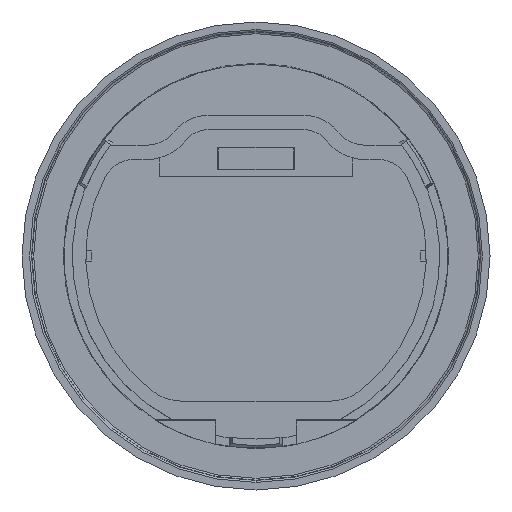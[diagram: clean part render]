
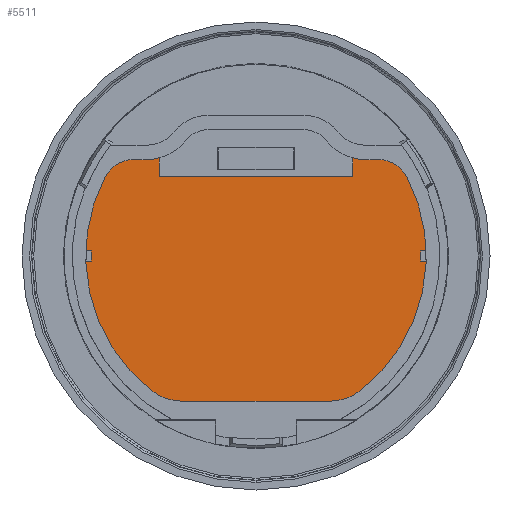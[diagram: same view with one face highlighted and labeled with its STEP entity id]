
A CAD part, front view. The second image highlights one B-rep face of the part: STEP entity #5511.
In plain terms, the highlighted planar face has unit normal (0, -1, 0).
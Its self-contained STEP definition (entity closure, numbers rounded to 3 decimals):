
#25 = CARTESIAN_POINT ( 'NONE',  ( 29., -3., 23.75 ) ) ;
#33 = CIRCLE ( 'NONE', #5604, 52.898 ) ;
#61 = EDGE_CURVE ( 'NONE', #4753, #7417, #5445, .T. ) ;
#201 = ORIENTED_EDGE ( 'NONE', *, *, #7052, .T. ) ;
#206 = EDGE_CURVE ( 'NONE', #3665, #1837, #5736, .T. ) ;
#355 = EDGE_CURVE ( 'NONE', #5562, #7545, #6429, .T. ) ;
#374 = VERTEX_POINT ( 'NONE', #860 ) ;
#628 = CIRCLE ( 'NONE', #4261, 30. ) ;
#840 = EDGE_CURVE ( 'NONE', #1837, #5562, #33, .T. ) ;
#860 = CARTESIAN_POINT ( 'NONE',  ( -17.964, -3., -44.2 ) ) ;
#1204 = CARTESIAN_POINT ( 'NONE',  ( 17.964, -3., -14.2 ) ) ;
#1245 = DIRECTION ( 'NONE',  ( 0., -1., 0. ) ) ;
#1271 = AXIS2_PLACEMENT_3D ( 'NONE', #1651, #7199, #7354 ) ;
#1323 = CARTESIAN_POINT ( 'NONE',  ( 0., -3., 0. ) ) ;
#1352 = LINE ( 'NONE', #1879, #4135 ) ;
#1418 = EDGE_CURVE ( 'NONE', #5502, #5890, #7013, .T. ) ;
#1508 = DIRECTION ( 'NONE',  ( -1., 0., 0. ) ) ;
#1528 = ORIENTED_EDGE ( 'NONE', *, *, #840, .T. ) ;
#1651 = CARTESIAN_POINT ( 'NONE',  ( 0., -3., 0. ) ) ;
#1837 = VERTEX_POINT ( 'NONE', #4395 ) ;
#1879 = CARTESIAN_POINT ( 'NONE',  ( 29., -3., 23.75 ) ) ;
#2140 = DIRECTION ( 'NONE',  ( 0., -1., 0. ) ) ;
#2216 = VECTOR ( 'NONE', #1508, 1000. ) ;
#2342 = CARTESIAN_POINT ( 'NONE',  ( -29., -3., 30. ) ) ;
#2353 = FACE_OUTER_BOUND ( 'NONE', #2849, .T. ) ;
#2404 = LINE ( 'NONE', #3543, #7017 ) ;
#2590 = CARTESIAN_POINT ( 'NONE',  ( -29., -3., 23.75 ) ) ;
#2849 = EDGE_LOOP ( 'NONE', ( #5538, #2913, #201, #4277, #1528, #6775, #4610, #4821, #6916, #7210 ) ) ;
#2913 = ORIENTED_EDGE ( 'NONE', *, *, #6088, .T. ) ;
#3100 = VECTOR ( 'NONE', #5157, 1000. ) ;
#3108 = CARTESIAN_POINT ( 'NONE',  ( 29., -3., 30. ) ) ;
#3363 = VERTEX_POINT ( 'NONE', #25 ) ;
#3401 = VECTOR ( 'NONE', #5134, 1000. ) ;
#3453 = CARTESIAN_POINT ( 'NONE',  ( -29., -3., 30. ) ) ;
#3543 = CARTESIAN_POINT ( 'NONE',  ( -17.964, -3., -44.2 ) ) ;
#3665 = VERTEX_POINT ( 'NONE', #6878 ) ;
#3806 = DIRECTION ( 'NONE',  ( 0., 0., 1. ) ) ;
#3816 = CARTESIAN_POINT ( 'NONE',  ( 29., -3., 30. ) ) ;
#3963 = DIRECTION ( 'NONE',  ( 0., 0., 1. ) ) ;
#4135 = VECTOR ( 'NONE', #6357, 1000. ) ;
#4235 = DIRECTION ( 'NONE',  ( 1., 0., 0. ) ) ;
#4261 = AXIS2_PLACEMENT_3D ( 'NONE', #4278, #5937, #5383 ) ;
#4277 = ORIENTED_EDGE ( 'NONE', *, *, #206, .T. ) ;
#4278 = CARTESIAN_POINT ( 'NONE',  ( -17.964, -3., -14.2 ) ) ;
#4395 = CARTESIAN_POINT ( 'NONE',  ( 41.499, -3., -32.804 ) ) ;
#4503 = VECTOR ( 'NONE', #6253, 1000. ) ;
#4520 = CARTESIAN_POINT ( 'NONE',  ( -29., -3., 23.75 ) ) ;
#4571 = CARTESIAN_POINT ( 'NONE',  ( 0., -3., 0. ) ) ;
#4610 = ORIENTED_EDGE ( 'NONE', *, *, #6702, .T. ) ;
#4662 = LINE ( 'NONE', #3453, #3100 ) ;
#4753 = VERTEX_POINT ( 'NONE', #6571 ) ;
#4821 = ORIENTED_EDGE ( 'NONE', *, *, #5568, .T. ) ;
#4985 = CARTESIAN_POINT ( 'NONE',  ( 43.569, -3., 30. ) ) ;
#5134 = DIRECTION ( 'NONE',  ( 0., 0., 1. ) ) ;
#5157 = DIRECTION ( 'NONE',  ( -1., 0., 0. ) ) ;
#5265 = EDGE_CURVE ( 'NONE', #5890, #4753, #4662, .T. ) ;
#5320 = CARTESIAN_POINT ( 'NONE',  ( -29., -3., 23.75 ) ) ;
#5383 = DIRECTION ( 'NONE',  ( 0., 0., 1. ) ) ;
#5401 = PLANE ( 'NONE',  #1271 ) ;
#5445 = CIRCLE ( 'NONE', #6908, 52.898 ) ;
#5502 = VERTEX_POINT ( 'NONE', #5320 ) ;
#5511 = ADVANCED_FACE ( 'NONE', ( #2353 ), #5401, .F. ) ;
#5538 = ORIENTED_EDGE ( 'NONE', *, *, #61, .T. ) ;
#5562 = VERTEX_POINT ( 'NONE', #4985 ) ;
#5568 = EDGE_CURVE ( 'NONE', #3363, #5502, #6213, .T. ) ;
#5604 = AXIS2_PLACEMENT_3D ( 'NONE', #1323, #1245, #3806 ) ;
#5736 = CIRCLE ( 'NONE', #6524, 30. ) ;
#5890 = VERTEX_POINT ( 'NONE', #2342 ) ;
#5937 = DIRECTION ( 'NONE',  ( 0., -1., 0. ) ) ;
#6088 = EDGE_CURVE ( 'NONE', #7417, #374, #628, .T. ) ;
#6116 = DIRECTION ( 'NONE',  ( 0., -1., 0. ) ) ;
#6213 = LINE ( 'NONE', #2590, #4503 ) ;
#6253 = DIRECTION ( 'NONE',  ( -1., 0., 0. ) ) ;
#6357 = DIRECTION ( 'NONE',  ( 0., 0., -1. ) ) ;
#6429 = LINE ( 'NONE', #3108, #2216 ) ;
#6524 = AXIS2_PLACEMENT_3D ( 'NONE', #1204, #6116, #7870 ) ;
#6571 = CARTESIAN_POINT ( 'NONE',  ( -43.569, -3., 30. ) ) ;
#6702 = EDGE_CURVE ( 'NONE', #7545, #3363, #1352, .T. ) ;
#6775 = ORIENTED_EDGE ( 'NONE', *, *, #355, .T. ) ;
#6878 = CARTESIAN_POINT ( 'NONE',  ( 17.964, -3., -44.2 ) ) ;
#6908 = AXIS2_PLACEMENT_3D ( 'NONE', #4571, #2140, #3963 ) ;
#6916 = ORIENTED_EDGE ( 'NONE', *, *, #1418, .T. ) ;
#6957 = CARTESIAN_POINT ( 'NONE',  ( -41.499, -3., -32.804 ) ) ;
#7013 = LINE ( 'NONE', #4520, #3401 ) ;
#7017 = VECTOR ( 'NONE', #4235, 1000. ) ;
#7052 = EDGE_CURVE ( 'NONE', #374, #3665, #2404, .T. ) ;
#7199 = DIRECTION ( 'NONE',  ( 0., 1., 0. ) ) ;
#7210 = ORIENTED_EDGE ( 'NONE', *, *, #5265, .T. ) ;
#7354 = DIRECTION ( 'NONE',  ( 0., 0., 1. ) ) ;
#7417 = VERTEX_POINT ( 'NONE', #6957 ) ;
#7545 = VERTEX_POINT ( 'NONE', #3816 ) ;
#7870 = DIRECTION ( 'NONE',  ( 0., 0., 1. ) ) ;
